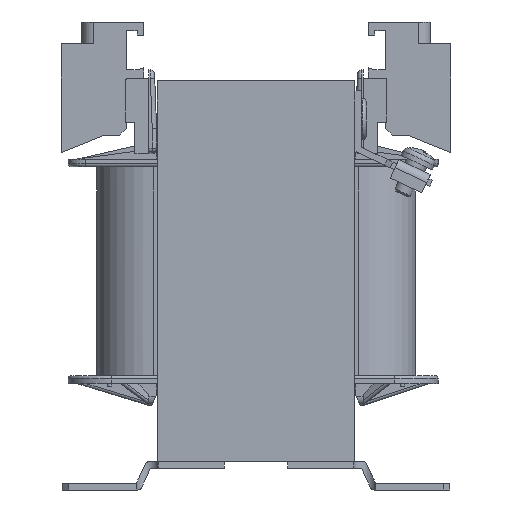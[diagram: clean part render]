
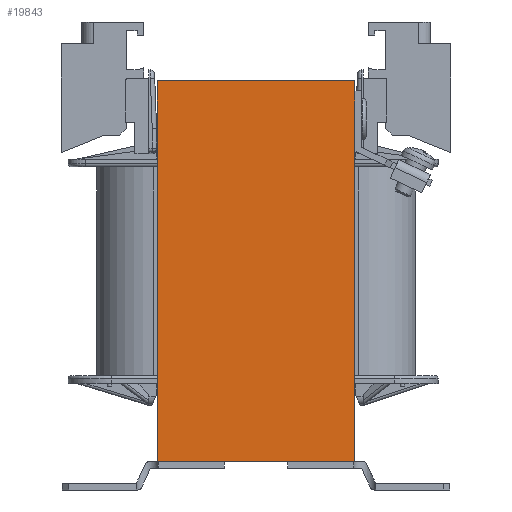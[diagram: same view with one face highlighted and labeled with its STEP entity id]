
A CAD part, left-side view. The second image highlights one B-rep face of the part: STEP entity #19843.
In plain terms, the highlighted planar face has unit normal (-1, 0, 0).
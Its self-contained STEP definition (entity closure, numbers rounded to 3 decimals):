
#1806=FACE_OUTER_BOUND('',#2853,.T.);
#2853=EDGE_LOOP('',(#13467,#13468,#13469,#13470,#13471,#13472,#13473,#13474));
#3934=LINE('',#27569,#6013);
#3937=LINE('',#27576,#6016);
#3958=LINE('',#27624,#6037);
#3965=LINE('',#27643,#6044);
#3982=LINE('',#27687,#6061);
#4007=LINE('',#27742,#6086);
#4008=LINE('',#27743,#6087);
#4009=LINE('',#27744,#6088);
#6013=VECTOR('',#22429,10.);
#6016=VECTOR('',#22434,10.);
#6037=VECTOR('',#22463,10.);
#6044=VECTOR('',#22480,10.);
#6061=VECTOR('',#22511,10.);
#6086=VECTOR('',#22566,10.);
#6087=VECTOR('',#22567,10.);
#6088=VECTOR('',#22568,10.);
#8584=VERTEX_POINT('',#27566);
#8585=VERTEX_POINT('',#27568);
#8587=VERTEX_POINT('',#27573);
#8588=VERTEX_POINT('',#27575);
#8610=VERTEX_POINT('',#27621);
#8611=VERTEX_POINT('',#27623);
#8618=VERTEX_POINT('',#27641);
#8638=VERTEX_POINT('',#27685);
#10449=EDGE_CURVE('',#8585,#8584,#3934,.T.);
#10452=EDGE_CURVE('',#8588,#8587,#3937,.T.);
#10475=EDGE_CURVE('',#8611,#8610,#3958,.T.);
#10485=EDGE_CURVE('',#8584,#8618,#3965,.T.);
#10508=EDGE_CURVE('',#8638,#8618,#3982,.T.);
#10536=EDGE_CURVE('',#8638,#8588,#4007,.T.);
#10537=EDGE_CURVE('',#8611,#8587,#4008,.T.);
#10538=EDGE_CURVE('',#8585,#8610,#4009,.T.);
#13467=ORIENTED_EDGE('',*,*,#10536,.T.);
#13468=ORIENTED_EDGE('',*,*,#10452,.T.);
#13469=ORIENTED_EDGE('',*,*,#10537,.F.);
#13470=ORIENTED_EDGE('',*,*,#10475,.T.);
#13471=ORIENTED_EDGE('',*,*,#10538,.F.);
#13472=ORIENTED_EDGE('',*,*,#10449,.T.);
#13473=ORIENTED_EDGE('',*,*,#10485,.T.);
#13474=ORIENTED_EDGE('',*,*,#10508,.F.);
#19158=PLANE('',#20922);
#19843=ADVANCED_FACE('',(#1806),#19158,.T.);
#20922=AXIS2_PLACEMENT_3D('',#27741,#22564,#22565);
#22429=DIRECTION('',(0.,-1.,0.));
#22434=DIRECTION('',(0.,-1.,0.));
#22463=DIRECTION('',(0.,-1.,0.));
#22480=DIRECTION('',(0.,0.,1.));
#22511=DIRECTION('',(0.,-1.,0.));
#22564=DIRECTION('center_axis',(-1.,0.,0.));
#22565=DIRECTION('ref_axis',(0.,0.,1.));
#22566=DIRECTION('',(0.,0.,-1.));
#22567=DIRECTION('',(0.,1.,0.));
#22568=DIRECTION('',(0.,1.,0.));
#27566=CARTESIAN_POINT('',(-52.5,-22.75,-43.75));
#27568=CARTESIAN_POINT('',(-52.5,-22.5,-43.75));
#27569=CARTESIAN_POINT('',(-52.5,0.,-43.75));
#27573=CARTESIAN_POINT('',(-52.5,22.5,-43.75));
#27575=CARTESIAN_POINT('',(-52.5,22.75,-43.75));
#27576=CARTESIAN_POINT('',(-52.5,0.,-43.75));
#27621=CARTESIAN_POINT('',(-52.5,-7.25,-43.75));
#27623=CARTESIAN_POINT('',(-52.5,7.25,-43.75));
#27624=CARTESIAN_POINT('',(-52.5,0.,-43.75));
#27641=CARTESIAN_POINT('',(-52.5,-22.75,43.75));
#27643=CARTESIAN_POINT('',(-52.5,-22.75,43.75));
#27685=CARTESIAN_POINT('',(-52.5,22.75,43.75));
#27687=CARTESIAN_POINT('',(-52.5,0.,43.75));
#27741=CARTESIAN_POINT('Origin',(-52.5,0.,43.75));
#27742=CARTESIAN_POINT('',(-52.5,22.75,43.75));
#27743=CARTESIAN_POINT('',(-52.5,12.607,-43.75));
#27744=CARTESIAN_POINT('',(-52.5,-12.607,-43.75));
